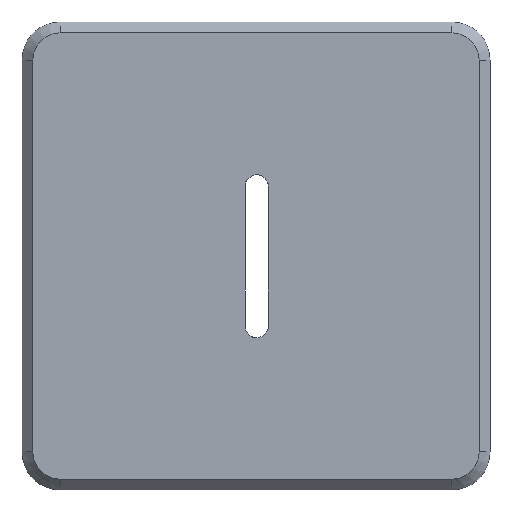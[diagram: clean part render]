
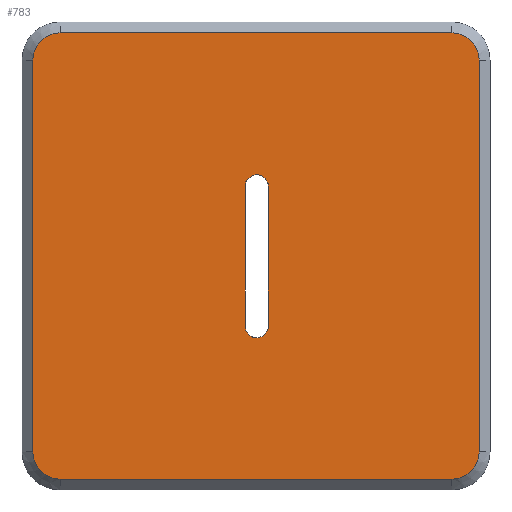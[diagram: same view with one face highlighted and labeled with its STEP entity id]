
A CAD part, front view. The second image highlights one B-rep face of the part: STEP entity #783.
In plain terms, the highlighted planar face has unit normal (0, -1, 0).
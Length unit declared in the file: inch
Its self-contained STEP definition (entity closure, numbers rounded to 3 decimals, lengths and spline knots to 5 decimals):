
#15=FACE_BOUND('',#136,.T.);
#24=CIRCLE('',#824,0.05);
#26=CIRCLE('',#828,0.05);
#28=CIRCLE('',#832,0.05);
#30=CIRCLE('',#836,0.05);
#49=PLANE('',#843);
#91=FACE_OUTER_BOUND('',#135,.T.);
#135=EDGE_LOOP('',(#623,#624,#625,#626,#627,#628,#629,#630));
#136=EDGE_LOOP('',(#631,#632,#633,#634,#635,#636,#637,#638,#639,#640,#641,
#642));
#161=LINE('',#1076,#245);
#166=LINE('',#1128,#250);
#171=LINE('',#1180,#255);
#176=LINE('',#1232,#260);
#180=LINE('',#1261,#264);
#185=LINE('',#1275,#269);
#189=LINE('',#1287,#273);
#193=LINE('',#1299,#277);
#245=VECTOR('',#871,0.3937);
#250=VECTOR('',#878,0.3937);
#255=VECTOR('',#885,0.3937);
#260=VECTOR('',#892,0.3937);
#264=VECTOR('',#898,0.3937);
#269=VECTOR('',#911,0.3937);
#273=VECTOR('',#923,0.3937);
#277=VECTOR('',#935,0.3937);
#327=B_SPLINE_CURVE_WITH_KNOTS('',3,(#1060,#1061,#1062,#1063,#1064),
 .UNSPECIFIED.,.F.,.F.,(4,1,4),(0.,0.02164,0.04352),
 .UNSPECIFIED.);
#329=B_SPLINE_CURVE_WITH_KNOTS('',3,(#1091,#1092,#1093,#1094,#1095),
 .UNSPECIFIED.,.F.,.F.,(4,1,4),(0.,0.02157,0.04077),
 .UNSPECIFIED.);
#331=B_SPLINE_CURVE_WITH_KNOTS('',3,(#1114,#1115,#1116,#1117,#1118),
 .UNSPECIFIED.,.F.,.F.,(4,1,4),(0.,0.02164,0.04352),
 .UNSPECIFIED.);
#333=B_SPLINE_CURVE_WITH_KNOTS('',3,(#1143,#1144,#1145,#1146,#1147),
 .UNSPECIFIED.,.F.,.F.,(4,1,4),(0.,0.02146,0.04065),
 .UNSPECIFIED.);
#335=B_SPLINE_CURVE_WITH_KNOTS('',3,(#1166,#1167,#1168,#1169,#1170),
 .UNSPECIFIED.,.F.,.F.,(4,1,4),(0.,0.0217,0.04374),
 .UNSPECIFIED.);
#337=B_SPLINE_CURVE_WITH_KNOTS('',3,(#1195,#1196,#1197,#1198,#1199),
 .UNSPECIFIED.,.F.,.F.,(4,1,4),(0.,0.02157,0.04077),
 .UNSPECIFIED.);
#339=B_SPLINE_CURVE_WITH_KNOTS('',3,(#1218,#1219,#1220,#1221,#1222),
 .UNSPECIFIED.,.F.,.F.,(4,1,4),(0.,0.02164,0.04352),
 .UNSPECIFIED.);
#341=B_SPLINE_CURVE_WITH_KNOTS('',3,(#1246,#1247,#1248,#1249,#1250),
 .UNSPECIFIED.,.F.,.F.,(4,1,4),(0.,0.02157,0.04077),
 .UNSPECIFIED.);
#343=VERTEX_POINT('',#1058);
#344=VERTEX_POINT('',#1059);
#347=VERTEX_POINT('',#1075);
#349=VERTEX_POINT('',#1090);
#351=VERTEX_POINT('',#1113);
#353=VERTEX_POINT('',#1127);
#355=VERTEX_POINT('',#1142);
#357=VERTEX_POINT('',#1165);
#359=VERTEX_POINT('',#1179);
#361=VERTEX_POINT('',#1194);
#363=VERTEX_POINT('',#1217);
#365=VERTEX_POINT('',#1231);
#368=VERTEX_POINT('',#1258);
#369=VERTEX_POINT('',#1260);
#372=VERTEX_POINT('',#1268);
#374=VERTEX_POINT('',#1273);
#376=VERTEX_POINT('',#1280);
#378=VERTEX_POINT('',#1285);
#380=VERTEX_POINT('',#1292);
#382=VERTEX_POINT('',#1297);
#415=EDGE_CURVE('',#343,#344,#327,.T.);
#419=EDGE_CURVE('',#347,#343,#161,.T.);
#422=EDGE_CURVE('',#349,#347,#329,.T.);
#425=EDGE_CURVE('',#351,#349,#331,.T.);
#428=EDGE_CURVE('',#353,#351,#166,.T.);
#431=EDGE_CURVE('',#355,#353,#333,.T.);
#434=EDGE_CURVE('',#357,#355,#335,.T.);
#437=EDGE_CURVE('',#359,#357,#171,.T.);
#440=EDGE_CURVE('',#361,#359,#337,.T.);
#443=EDGE_CURVE('',#363,#361,#339,.T.);
#446=EDGE_CURVE('',#365,#363,#176,.T.);
#449=EDGE_CURVE('',#344,#365,#341,.T.);
#452=EDGE_CURVE('',#368,#369,#180,.T.);
#457=EDGE_CURVE('',#372,#368,#24,.T.);
#459=EDGE_CURVE('',#374,#372,#185,.T.);
#463=EDGE_CURVE('',#376,#374,#26,.T.);
#465=EDGE_CURVE('',#378,#376,#189,.T.);
#469=EDGE_CURVE('',#380,#378,#28,.T.);
#471=EDGE_CURVE('',#382,#380,#193,.T.);
#474=EDGE_CURVE('',#369,#382,#30,.T.);
#623=ORIENTED_EDGE('',*,*,#452,.F.);
#624=ORIENTED_EDGE('',*,*,#457,.F.);
#625=ORIENTED_EDGE('',*,*,#459,.F.);
#626=ORIENTED_EDGE('',*,*,#463,.F.);
#627=ORIENTED_EDGE('',*,*,#465,.F.);
#628=ORIENTED_EDGE('',*,*,#469,.F.);
#629=ORIENTED_EDGE('',*,*,#471,.F.);
#630=ORIENTED_EDGE('',*,*,#474,.F.);
#631=ORIENTED_EDGE('',*,*,#415,.T.);
#632=ORIENTED_EDGE('',*,*,#449,.T.);
#633=ORIENTED_EDGE('',*,*,#446,.T.);
#634=ORIENTED_EDGE('',*,*,#443,.T.);
#635=ORIENTED_EDGE('',*,*,#440,.T.);
#636=ORIENTED_EDGE('',*,*,#437,.T.);
#637=ORIENTED_EDGE('',*,*,#434,.T.);
#638=ORIENTED_EDGE('',*,*,#431,.T.);
#639=ORIENTED_EDGE('',*,*,#428,.T.);
#640=ORIENTED_EDGE('',*,*,#425,.T.);
#641=ORIENTED_EDGE('',*,*,#422,.T.);
#642=ORIENTED_EDGE('',*,*,#419,.T.);
#783=ADVANCED_FACE('',(#91,#15),#49,.F.);
#824=AXIS2_PLACEMENT_3D('',#1270,#906,#907);
#828=AXIS2_PLACEMENT_3D('',#1282,#918,#919);
#832=AXIS2_PLACEMENT_3D('',#1294,#930,#931);
#836=AXIS2_PLACEMENT_3D('',#1303,#941,#942);
#843=AXIS2_PLACEMENT_3D('',#1322,#962,#963);
#871=DIRECTION('',(1.,0.,0.));
#878=DIRECTION('',(0.,0.,1.));
#885=DIRECTION('',(-1.,0.,0.));
#892=DIRECTION('',(0.,0.,-1.));
#898=DIRECTION('',(1.,0.,0.));
#906=DIRECTION('center_axis',(0.,1.,0.));
#907=DIRECTION('ref_axis',(-1.,0.,0.));
#911=DIRECTION('',(0.,0.,1.));
#918=DIRECTION('center_axis',(0.,1.,0.));
#919=DIRECTION('ref_axis',(0.,0.,-1.));
#923=DIRECTION('',(-1.,0.,0.));
#930=DIRECTION('center_axis',(0.,1.,0.));
#931=DIRECTION('ref_axis',(1.,0.,0.));
#935=DIRECTION('',(0.,0.,-1.));
#941=DIRECTION('center_axis',(0.,1.,0.));
#942=DIRECTION('ref_axis',(0.,0.,1.));
#962=DIRECTION('center_axis',(0.,1.,0.));
#963=DIRECTION('ref_axis',(1.,0.,0.));
#1058=CARTESIAN_POINT('',(0.43145,0.,0.5795));
#1059=CARTESIAN_POINT('',(0.44665,0.,0.57256));
#1060=CARTESIAN_POINT('Ctrl Pts',(0.43145,0.,0.5795));
#1061=CARTESIAN_POINT('Ctrl Pts',(0.43436,0.,0.5792));
#1062=CARTESIAN_POINT('Ctrl Pts',(0.44021,0.,0.57861));
#1063=CARTESIAN_POINT('Ctrl Pts',(0.4445,0.,0.57458));
#1064=CARTESIAN_POINT('Ctrl Pts',(0.44665,0.,0.57256));
#1075=CARTESIAN_POINT('',(0.43135,0.,0.5795));
#1076=CARTESIAN_POINT('',(0.43067,0.,0.5795));
#1090=CARTESIAN_POINT('',(0.41686,0.,0.57328));
#1091=CARTESIAN_POINT('Ctrl Pts',(0.41686,0.,0.57328));
#1092=CARTESIAN_POINT('Ctrl Pts',(0.41911,0.,0.57509));
#1093=CARTESIAN_POINT('Ctrl Pts',(0.42338,0.,0.57852));
#1094=CARTESIAN_POINT('Ctrl Pts',(0.4288,0.,0.57919));
#1095=CARTESIAN_POINT('Ctrl Pts',(0.43135,0.,0.5795));
#1113=CARTESIAN_POINT('',(0.40992,0.,0.55807));
#1114=CARTESIAN_POINT('Ctrl Pts',(0.40992,0.,0.55807));
#1115=CARTESIAN_POINT('Ctrl Pts',(0.41021,0.,0.56098));
#1116=CARTESIAN_POINT('Ctrl Pts',(0.41081,0.,0.56683));
#1117=CARTESIAN_POINT('Ctrl Pts',(0.41483,0.,0.57112));
#1118=CARTESIAN_POINT('Ctrl Pts',(0.41686,0.,0.57328));
#1127=CARTESIAN_POINT('',(0.40992,0.,0.30093));
#1128=CARTESIAN_POINT('',(0.40992,0.,0.36546));
#1142=CARTESIAN_POINT('',(0.41604,0.,0.28644));
#1143=CARTESIAN_POINT('Ctrl Pts',(0.41604,0.,0.28644));
#1144=CARTESIAN_POINT('Ctrl Pts',(0.41426,0.,0.2887));
#1145=CARTESIAN_POINT('Ctrl Pts',(0.41088,0.,0.29298));
#1146=CARTESIAN_POINT('Ctrl Pts',(0.41023,0.,0.29838));
#1147=CARTESIAN_POINT('Ctrl Pts',(0.40992,0.,0.30093));
#1165=CARTESIAN_POINT('',(0.43135,0.,0.2795));
#1166=CARTESIAN_POINT('Ctrl Pts',(0.43135,0.,0.2795));
#1167=CARTESIAN_POINT('Ctrl Pts',(0.42843,0.,0.2798));
#1168=CARTESIAN_POINT('Ctrl Pts',(0.42256,0.,0.2804));
#1169=CARTESIAN_POINT('Ctrl Pts',(0.41822,0.,0.28441));
#1170=CARTESIAN_POINT('Ctrl Pts',(0.41604,0.,0.28644));
#1179=CARTESIAN_POINT('',(0.43145,0.,0.2795));
#1180=CARTESIAN_POINT('',(0.43073,0.,0.2795));
#1194=CARTESIAN_POINT('',(0.44594,0.,0.28572));
#1195=CARTESIAN_POINT('Ctrl Pts',(0.44594,0.,0.28572));
#1196=CARTESIAN_POINT('Ctrl Pts',(0.44368,0.,0.28391));
#1197=CARTESIAN_POINT('Ctrl Pts',(0.43942,0.,0.28048));
#1198=CARTESIAN_POINT('Ctrl Pts',(0.434,0.,0.27981));
#1199=CARTESIAN_POINT('Ctrl Pts',(0.43145,0.,0.2795));
#1217=CARTESIAN_POINT('',(0.45288,0.,0.30093));
#1218=CARTESIAN_POINT('Ctrl Pts',(0.45288,0.,0.30093));
#1219=CARTESIAN_POINT('Ctrl Pts',(0.45258,0.,0.29802));
#1220=CARTESIAN_POINT('Ctrl Pts',(0.45199,0.,0.29217));
#1221=CARTESIAN_POINT('Ctrl Pts',(0.44796,0.,0.28788));
#1222=CARTESIAN_POINT('Ctrl Pts',(0.44594,0.,0.28572));
#1231=CARTESIAN_POINT('',(0.45288,0.,0.55807));
#1232=CARTESIAN_POINT('',(0.45288,0.,0.49404));
#1246=CARTESIAN_POINT('Ctrl Pts',(0.44665,0.,0.57256));
#1247=CARTESIAN_POINT('Ctrl Pts',(0.44847,0.,0.5703));
#1248=CARTESIAN_POINT('Ctrl Pts',(0.4519,0.,0.56604));
#1249=CARTESIAN_POINT('Ctrl Pts',(0.45256,0.,0.56062));
#1250=CARTESIAN_POINT('Ctrl Pts',(0.45288,0.,0.55807));
#1258=CARTESIAN_POINT('',(0.07,0.,0.84));
#1260=CARTESIAN_POINT('',(0.79,0.,0.84));
#1261=CARTESIAN_POINT('',(0.25,0.,0.84));
#1268=CARTESIAN_POINT('',(0.02,0.,0.79));
#1270=CARTESIAN_POINT('Origin',(0.07,0.,0.79));
#1273=CARTESIAN_POINT('',(0.02,0.,0.07));
#1275=CARTESIAN_POINT('',(0.02,0.,0.25));
#1280=CARTESIAN_POINT('',(0.07,0.,0.02));
#1282=CARTESIAN_POINT('Origin',(0.07,0.,0.07));
#1285=CARTESIAN_POINT('',(0.79,0.,0.02));
#1287=CARTESIAN_POINT('',(0.61,0.,0.02));
#1292=CARTESIAN_POINT('',(0.84,0.,0.07));
#1294=CARTESIAN_POINT('Origin',(0.79,0.,0.07));
#1297=CARTESIAN_POINT('',(0.84,0.,0.79));
#1299=CARTESIAN_POINT('',(0.84,0.,0.61));
#1303=CARTESIAN_POINT('Origin',(0.79,0.,0.79));
#1322=CARTESIAN_POINT('Origin',(0.43,0.,0.43));
